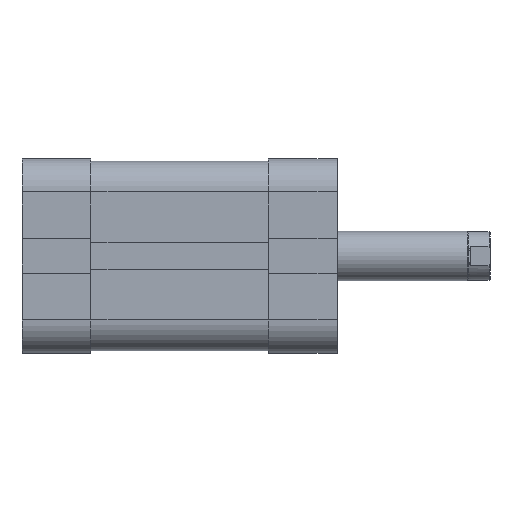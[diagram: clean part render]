
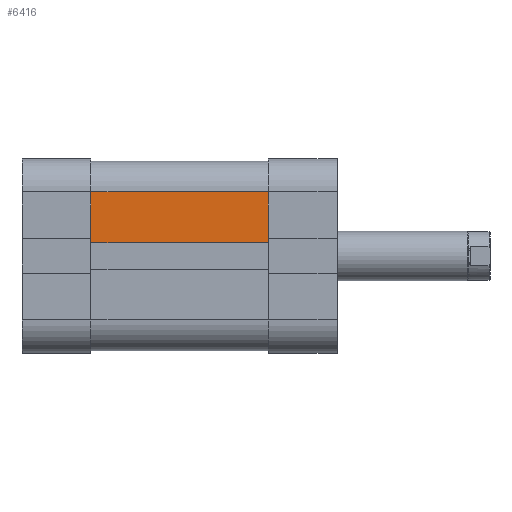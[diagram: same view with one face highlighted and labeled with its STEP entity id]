
A CAD part, top view. The second image highlights one B-rep face of the part: STEP entity #6416.
In plain terms, the highlighted face is planar.
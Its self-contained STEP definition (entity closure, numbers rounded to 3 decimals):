
#351 = EDGE_CURVE ( 'NONE', #3130, #3134, #1817, .T. ) ;
#353 = EDGE_CURVE ( 'NONE', #3134, #3133, #1822, .T. ) ;
#364 = EDGE_CURVE ( 'NONE', #3130, #3135, #1844, .T. ) ;
#370 = EDGE_CURVE ( 'NONE', #3135, #3133, #1851, .T. ) ;
#666 = AXIS2_PLACEMENT_3D ( 'NONE', #5350, #5359, #5360 ) ;
#1817 = LINE ( 'NONE', #3615, #1821 ) ;
#1820 = VECTOR ( 'NONE', #3623, 1000. ) ;
#1821 = VECTOR ( 'NONE', #3618, 1000. ) ;
#1822 = LINE ( 'NONE', #3622, #1820 ) ;
#1844 = LINE ( 'NONE', #3646, #1845 ) ;
#1845 = VECTOR ( 'NONE', #3647, 1000. ) ;
#1851 = LINE ( 'NONE', #3658, #1854 ) ;
#1854 = VECTOR ( 'NONE', #3660, 1000. ) ;
#2329 = ORIENTED_EDGE ( 'NONE', *, *, #364, .T. ) ;
#2331 = ORIENTED_EDGE ( 'NONE', *, *, #370, .T. ) ;
#2332 = ORIENTED_EDGE ( 'NONE', *, *, #353, .F. ) ;
#2333 = ORIENTED_EDGE ( 'NONE', *, *, #351, .F. ) ;
#2341 = EDGE_LOOP ( 'NONE', ( #2331, #2332, #2333, #2329 ) ) ;
#3130 = VERTEX_POINT ( 'NONE', #4116 ) ;
#3133 = VERTEX_POINT ( 'NONE', #4119 ) ;
#3134 = VERTEX_POINT ( 'NONE', #4120 ) ;
#3135 = VERTEX_POINT ( 'NONE', #4121 ) ;
#3615 = CARTESIAN_POINT ( 'NONE',  ( 6.25, 0., -36. ) ) ;
#3618 = DIRECTION ( 'NONE',  ( 0., 0., 1. ) ) ;
#3622 = CARTESIAN_POINT ( 'NONE',  ( 6.25, 0., 0. ) ) ;
#3623 = DIRECTION ( 'NONE',  ( 1., 0., 0. ) ) ;
#3646 = CARTESIAN_POINT ( 'NONE',  ( 6.25, 0., -36. ) ) ;
#3647 = DIRECTION ( 'NONE',  ( 1., 0., 0. ) ) ;
#3658 = CARTESIAN_POINT ( 'NONE',  ( 16.55, 0., -36. ) ) ;
#3660 = DIRECTION ( 'NONE',  ( 0., 0., 1. ) ) ;
#4116 = CARTESIAN_POINT ( 'NONE',  ( 6.25, 0., -36. ) ) ;
#4119 = CARTESIAN_POINT ( 'NONE',  ( 16.55, 0., 0. ) ) ;
#4120 = CARTESIAN_POINT ( 'NONE',  ( 6.25, 0., 0. ) ) ;
#4121 = CARTESIAN_POINT ( 'NONE',  ( 16.55, 0., -36. ) ) ;
#4705 = FACE_OUTER_BOUND ( 'NONE', #2341, .T. ) ;
#5347 = PLANE ( 'NONE',  #666 ) ;
#5350 = CARTESIAN_POINT ( 'NONE',  ( 6.25, 0., -36. ) ) ;
#5359 = DIRECTION ( 'NONE',  ( 0., -1., 0. ) ) ;
#5360 = DIRECTION ( 'NONE',  ( 0., 0., -1. ) ) ;
#6416 = ADVANCED_FACE ( 'NONE', ( #4705 ), #5347, .T. ) ;
